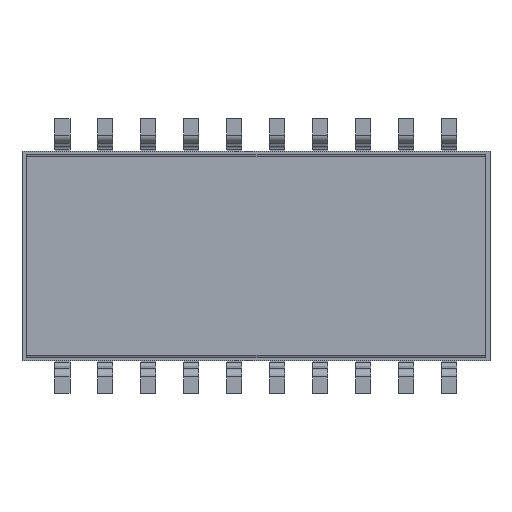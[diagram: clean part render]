
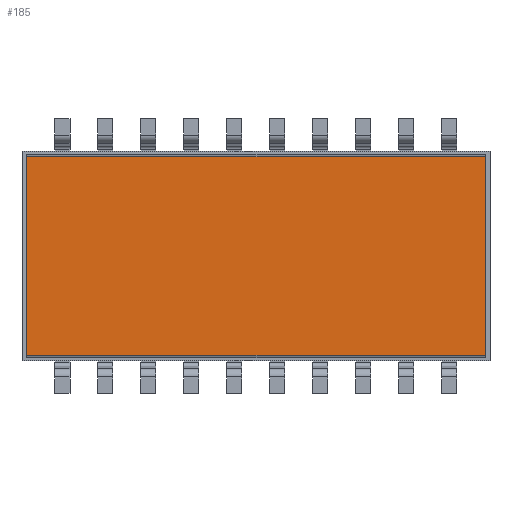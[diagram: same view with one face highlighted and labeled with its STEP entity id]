
A CAD part, front view. The second image highlights one B-rep face of the part: STEP entity #185.
In plain terms, the highlighted planar face has unit normal (0, -1, 0).
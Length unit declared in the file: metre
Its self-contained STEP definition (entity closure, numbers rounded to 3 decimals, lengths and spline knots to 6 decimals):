
#185 = ADVANCED_FACE( '', ( #1489 ), #1490, .F. );
#1489 = FACE_OUTER_BOUND( '', #3802, .T. );
#1490 = PLANE( '', #3803 );
#3802 = EDGE_LOOP( '', ( #7860, #7861, #7862, #7863 ) );
#3803 = AXIS2_PLACEMENT_3D( '', #7864, #7865, #7866 );
#7860 = ORIENTED_EDGE( '', *, *, #17053, .F. );
#7861 = ORIENTED_EDGE( '', *, *, #17054, .F. );
#7862 = ORIENTED_EDGE( '', *, *, #17055, .F. );
#7863 = ORIENTED_EDGE( '', *, *, #17056, .T. );
#7864 = CARTESIAN_POINT( '', ( 0., -0.0022, 0. ) );
#7865 = DIRECTION( '', ( 0., 1., 0. ) );
#7866 = DIRECTION( '', ( 1., 0., 0. ) );
#17053 = EDGE_CURVE( '', #21421, #21422, #21423, .T. );
#17054 = EDGE_CURVE( '', #21424, #21421, #21425, .T. );
#17055 = EDGE_CURVE( '', #21426, #21424, #21427, .T. );
#17056 = EDGE_CURVE( '', #21426, #21422, #21428, .T. );
#21421 = VERTEX_POINT( '', #28118 );
#21422 = VERTEX_POINT( '', #28119 );
#21423 = LINE( '', #28120, #28121 );
#21424 = VERTEX_POINT( '', #28122 );
#21425 = LINE( '', #28123, #28124 );
#21426 = VERTEX_POINT( '', #28125 );
#21427 = LINE( '', #28126, #28127 );
#21428 = LINE( '', #28128, #28129 );
#28118 = CARTESIAN_POINT( '', ( 0.013697, -0.0022, 0.002939 ) );
#28119 = CARTESIAN_POINT( '', ( 0.013697, -0.0022, -0.002939 ) );
#28120 = CARTESIAN_POINT( '', ( 0.013697, -0.0022, 0.002939 ) );
#28121 = VECTOR( '', #33588, 1. );
#28122 = CARTESIAN_POINT( '', ( 0.000133, -0.0022, 0.002939 ) );
#28123 = CARTESIAN_POINT( '', ( 0.000133, -0.0022, 0.002939 ) );
#28124 = VECTOR( '', #33589, 1. );
#28125 = CARTESIAN_POINT( '', ( 0.000133, -0.0022, -0.002939 ) );
#28126 = CARTESIAN_POINT( '', ( 0.000133, -0.0022, -0.002939 ) );
#28127 = VECTOR( '', #33590, 1. );
#28128 = CARTESIAN_POINT( '', ( 0.000133, -0.0022, -0.002939 ) );
#28129 = VECTOR( '', #33591, 1. );
#33588 = DIRECTION( '', ( 0., 0., -1. ) );
#33589 = DIRECTION( '', ( 1., 0., 0. ) );
#33590 = DIRECTION( '', ( 0., 0., 1. ) );
#33591 = DIRECTION( '', ( 1., 0., 0. ) );
